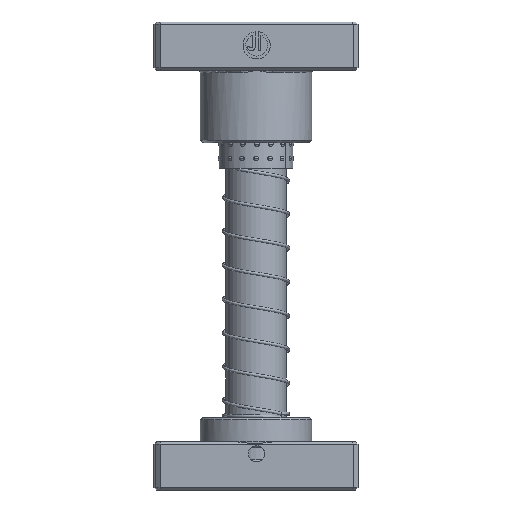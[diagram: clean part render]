
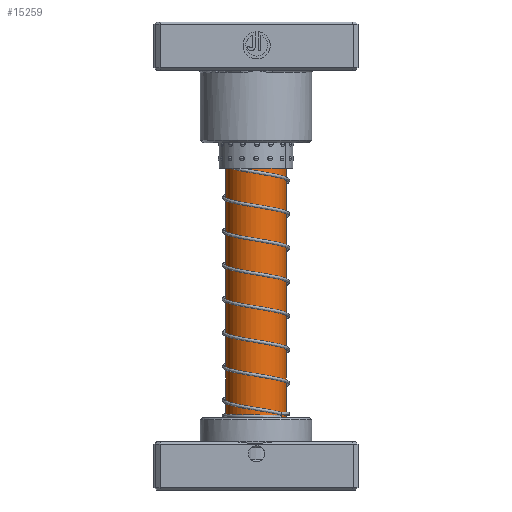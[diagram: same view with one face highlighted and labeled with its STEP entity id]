
A CAD part, front view. The second image highlights one B-rep face of the part: STEP entity #15259.
In plain terms, the highlighted cylindrical face has radius 12.5 mm (diameter 25 mm), a partial arc.
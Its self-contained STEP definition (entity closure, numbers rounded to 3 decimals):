
#1318 = CARTESIAN_POINT ( 'NONE',  ( 0., 0., 160. ) ) ;
#2706 = CIRCLE ( 'NONE', #19836, 12.5 ) ;
#4007 = EDGE_CURVE ( 'NONE', #36428, #42134, #8429, .T. ) ;
#5976 = LINE ( 'NONE', #12750, #32007 ) ;
#8429 = CIRCLE ( 'NONE', #39936, 12.5 ) ;
#9414 = EDGE_CURVE ( 'NONE', #36957, #36428, #5976, .T. ) ;
#11852 = DIRECTION ( 'NONE',  ( 0., 0., -1. ) ) ;
#12667 = ORIENTED_EDGE ( 'NONE', *, *, #22645, .T. ) ;
#12750 = CARTESIAN_POINT ( 'NONE',  ( 12.5, 0., 160. ) ) ;
#13078 = ORIENTED_EDGE ( 'NONE', *, *, #13925, .T. ) ;
#13925 = EDGE_CURVE ( 'NONE', #36957, #41248, #2706, .T. ) ;
#15076 = DIRECTION ( 'NONE',  ( 0., 0., -1. ) ) ;
#15259 = ADVANCED_FACE ( 'NONE', ( #20034 ), #18930, .T. ) ;
#15386 = ORIENTED_EDGE ( 'NONE', *, *, #9414, .F. ) ;
#15709 = CARTESIAN_POINT ( 'NONE',  ( -12.5, 0., 19. ) ) ;
#16174 = AXIS2_PLACEMENT_3D ( 'NONE', #1318, #15076, #35395 ) ;
#17486 = CARTESIAN_POINT ( 'NONE',  ( 0., 0., 19. ) ) ;
#18769 = DIRECTION ( 'NONE',  ( 0., 0., -1. ) ) ;
#18930 = CYLINDRICAL_SURFACE ( 'NONE', #16174, 12.5 ) ;
#19836 = AXIS2_PLACEMENT_3D ( 'NONE', #39041, #18769, #42430 ) ;
#20034 = FACE_OUTER_BOUND ( 'NONE', #29521, .T. ) ;
#20873 = DIRECTION ( 'NONE',  ( -1., 0., 0. ) ) ;
#20914 = LINE ( 'NONE', #28769, #37868 ) ;
#22645 = EDGE_CURVE ( 'NONE', #41248, #42134, #20914, .T. ) ;
#28163 = CARTESIAN_POINT ( 'NONE',  ( 12.5, 0., 19. ) ) ;
#28769 = CARTESIAN_POINT ( 'NONE',  ( -12.5, 0., 160. ) ) ;
#29521 = EDGE_LOOP ( 'NONE', ( #15386, #13078, #12667, #40510 ) ) ;
#32007 = VECTOR ( 'NONE', #36470, 1000. ) ;
#32193 = CARTESIAN_POINT ( 'NONE',  ( -12.5, 0., 157.5 ) ) ;
#34754 = CARTESIAN_POINT ( 'NONE',  ( 12.5, 0., 157.5 ) ) ;
#35395 = DIRECTION ( 'NONE',  ( -1., 0., 0. ) ) ;
#36428 = VERTEX_POINT ( 'NONE', #28163 ) ;
#36470 = DIRECTION ( 'NONE',  ( 0., 0., -1. ) ) ;
#36957 = VERTEX_POINT ( 'NONE', #34754 ) ;
#37868 = VECTOR ( 'NONE', #11852, 1000. ) ;
#39041 = CARTESIAN_POINT ( 'NONE',  ( 0., 0., 157.5 ) ) ;
#39936 = AXIS2_PLACEMENT_3D ( 'NONE', #17486, #41138, #20873 ) ;
#40510 = ORIENTED_EDGE ( 'NONE', *, *, #4007, .F. ) ;
#41138 = DIRECTION ( 'NONE',  ( 0., 0., -1. ) ) ;
#41248 = VERTEX_POINT ( 'NONE', #32193 ) ;
#42134 = VERTEX_POINT ( 'NONE', #15709 ) ;
#42430 = DIRECTION ( 'NONE',  ( 1., 0., 0. ) ) ;
